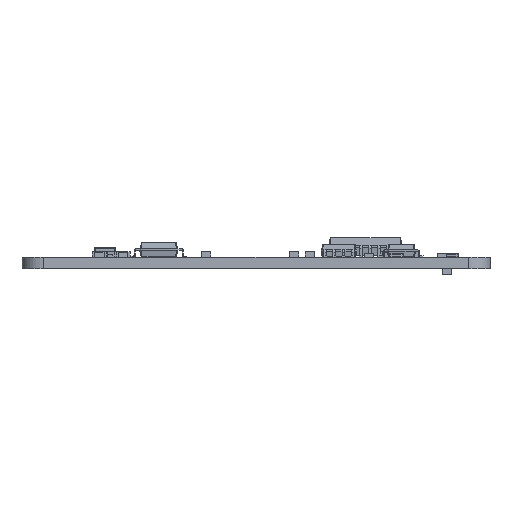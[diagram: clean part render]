
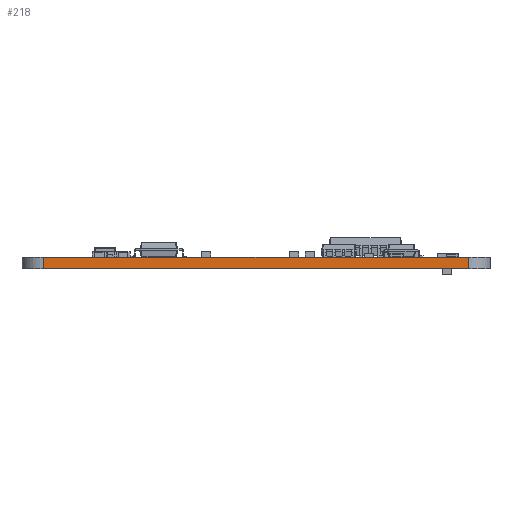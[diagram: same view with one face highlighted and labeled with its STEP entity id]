
A CAD part, front view. The second image highlights one B-rep face of the part: STEP entity #218.
In plain terms, the highlighted planar face has unit normal (0, -1, 0).
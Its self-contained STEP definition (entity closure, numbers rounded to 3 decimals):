
#160 = VERTEX_POINT('',#161);
#161 = CARTESIAN_POINT('',(-29.5,-28.25,-1.6));
#168 = EDGE_CURVE('',#169,#160,#171,.T.);
#169 = VERTEX_POINT('',#170);
#170 = CARTESIAN_POINT('',(-29.5,-28.25,0.));
#171 = LINE('',#172,#173);
#172 = CARTESIAN_POINT('',(-29.5,-28.25,0.));
#173 = VECTOR('',#174,1.);
#174 = DIRECTION('',(0.,0.,-1.));
#218 = ADVANCED_FACE('',(#219),#244,.T.);
#219 = FACE_BOUND('',#220,.T.);
#220 = EDGE_LOOP('',(#221,#222,#230,#238));
#221 = ORIENTED_EDGE('',*,*,#168,.T.);
#222 = ORIENTED_EDGE('',*,*,#223,.T.);
#223 = EDGE_CURVE('',#160,#224,#226,.T.);
#224 = VERTEX_POINT('',#225);
#225 = CARTESIAN_POINT('',(29.5,-28.25,-1.6));
#226 = LINE('',#227,#228);
#227 = CARTESIAN_POINT('',(-29.5,-28.25,-1.6));
#228 = VECTOR('',#229,1.);
#229 = DIRECTION('',(1.,0.,0.));
#230 = ORIENTED_EDGE('',*,*,#231,.F.);
#231 = EDGE_CURVE('',#232,#224,#234,.T.);
#232 = VERTEX_POINT('',#233);
#233 = CARTESIAN_POINT('',(29.5,-28.25,0.));
#234 = LINE('',#235,#236);
#235 = CARTESIAN_POINT('',(29.5,-28.25,0.));
#236 = VECTOR('',#237,1.);
#237 = DIRECTION('',(0.,0.,-1.));
#238 = ORIENTED_EDGE('',*,*,#239,.F.);
#239 = EDGE_CURVE('',#169,#232,#240,.T.);
#240 = LINE('',#241,#242);
#241 = CARTESIAN_POINT('',(-29.5,-28.25,0.));
#242 = VECTOR('',#243,1.);
#243 = DIRECTION('',(1.,0.,0.));
#244 = PLANE('',#245);
#245 = AXIS2_PLACEMENT_3D('',#246,#247,#248);
#246 = CARTESIAN_POINT('',(-29.5,-28.25,0.));
#247 = DIRECTION('',(0.,-1.,0.));
#248 = DIRECTION('',(1.,0.,0.));
